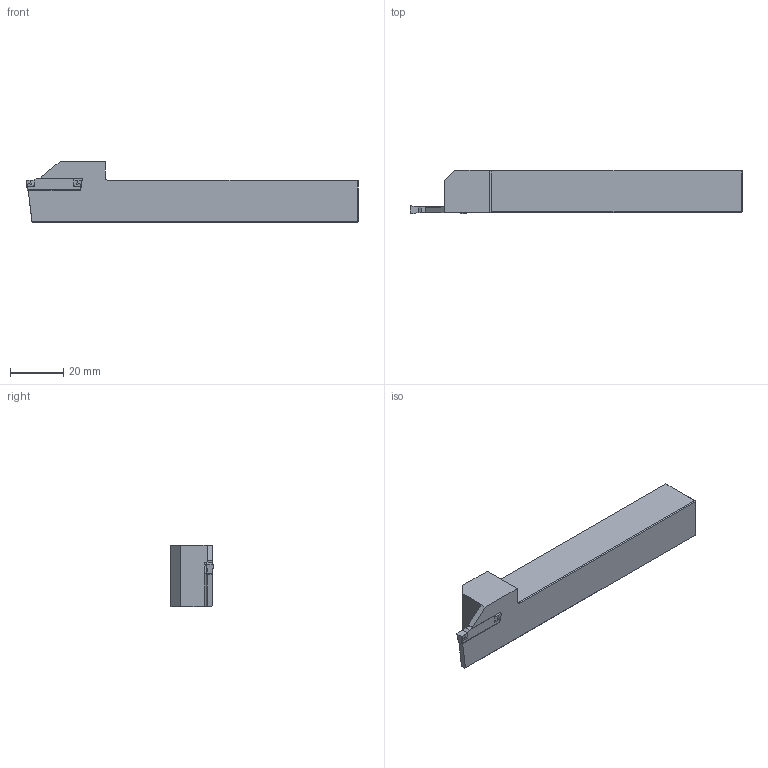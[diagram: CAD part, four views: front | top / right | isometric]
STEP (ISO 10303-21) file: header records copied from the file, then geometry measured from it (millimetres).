
FILE_DESCRIPTION(/* description */ (''),/* implementation_level */ '2;1');
FILE_NAME(/* name */ 'ADKT-SGC-R-1616-3-T12.stp',/* time_stamp */ '2023-10-28T16:54:54+03:00',/* author */ (''),/* organization */ (''),/* preprocessor_version */ 'ST-DEVELOPER v19.4',/* originating_system */ 'SIEMENS PLM Software NX2306.3001',/* authorisation */ '');
FILE_SCHEMA (('AUTOMOTIVE_DESIGN { 1 0 10303 214 3 1 1 1 }'));
Length unit declared in the file: millimetre
Products named in the file (1): ADKT-SGC-R-1616-3-T12-light
Bounding box: 125 x 16.45 x 23 mm (x, y, z)
Volume: 30811 mm3; surface area: 8719.6 mm2
Topology: 2 solids, 2 shells, 72 faces, 186 edges, 118 vertices
Faces by surface type: plane 49, cylinder 19, bspline 4
Entity records: 2572 total; most frequent: CARTESIAN_POINT 517, ORIENTED_EDGE 372, DIRECTION 362, EDGE_CURVE 186, LINE 124, VECTOR 124, AXIS2_PLACEMENT_3D 119, VERTEX_POINT 118
